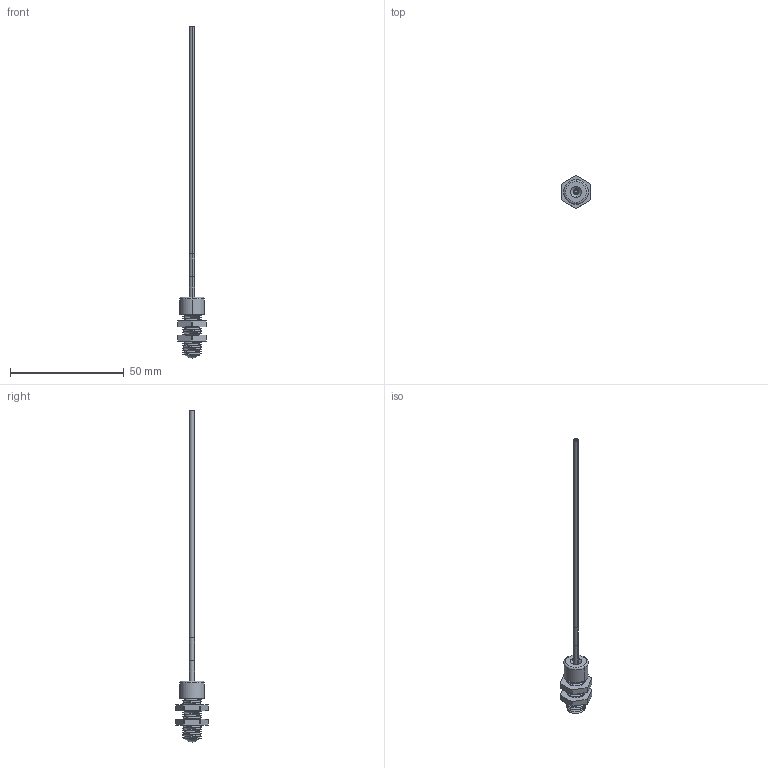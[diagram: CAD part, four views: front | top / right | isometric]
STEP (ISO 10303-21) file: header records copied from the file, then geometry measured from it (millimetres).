
FILE_DESCRIPTION((''),'2;1');
FILE_NAME('193400_ASM','2016-03-23T',('PDMAdmin'),(''),'PRO/ENGINEER BY PARAMETRIC TECHNOLOGY CORPORATION, 2013230','PRO/ENGINEER BY PARAMETRIC TECHNOLOGY CORPORATION, 2013230','');
FILE_SCHEMA(('CONFIG_CONTROL_DESIGN'));
Length unit declared in the file: inch
Products named in the file (9): 33139; 33140; 33141; 33142; 33267; 33266_ASM; 51022; 56092_ASM; 193400_ASM
Assembly tree (9 placements, depth 4):
  193400_ASM
    56092_ASM
      33266_ASM
        33139
        33140
        33141
        33142
        33267  x2
      51022
Bounding box: 12.7 x 14.38 x 145.72 mm (x, y, z)
Volume: 2350.3 mm3; surface area: 4201.9 mm2
Topology: 7 solids, 11 shells, 159 faces, 402 edges, 260 vertices
Faces by surface type: cylinder 86, plane 43, bspline 20, torus 6, revolution 2, cone 2
Entity records: 10894 total; most frequent: CARTESIAN_POINT 7485, ORIENTED_EDGE 692, DIRECTION 615, EDGE_CURVE 352, AXIS2_PLACEMENT_3D 240, VERTEX_POINT 228, EDGE_LOOP 154, FACE_OUTER_BOUND 141
